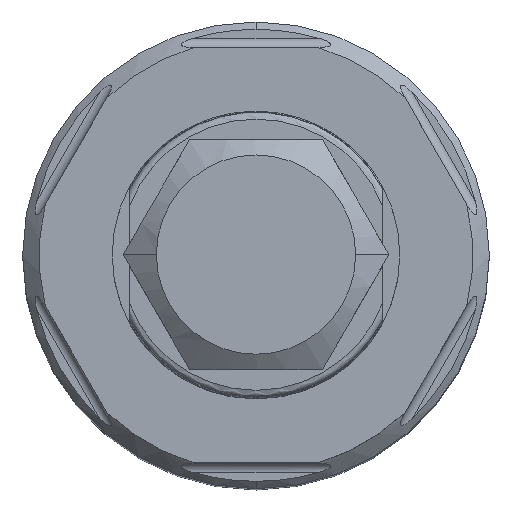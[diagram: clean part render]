
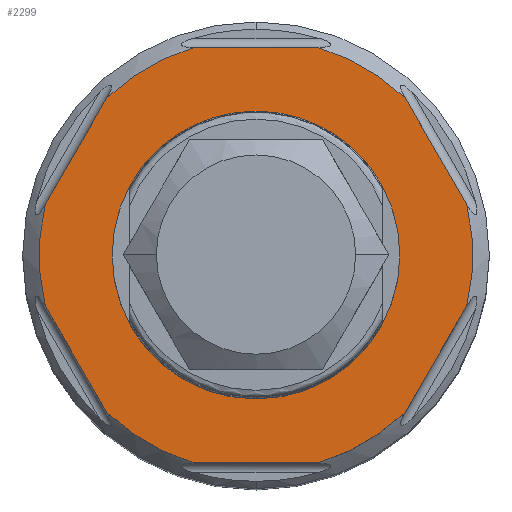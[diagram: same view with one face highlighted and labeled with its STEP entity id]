
A CAD part, top view. The second image highlights one B-rep face of the part: STEP entity #2299.
In plain terms, the highlighted planar face has unit normal (0, 0, 1).
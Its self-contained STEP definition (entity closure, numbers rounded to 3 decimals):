
#430=CARTESIAN_POINT('',(0.,0.,55.321));
#431=DIRECTION('',(0.,0.,1.));
#432=DIRECTION('',(-0.285,0.959,0.));
#433=AXIS2_PLACEMENT_3D('',#430,#431,#432);
#435=DIRECTION('',(1.,0.,0.));
#436=VECTOR('',#435,6.815);
#437=CARTESIAN_POINT('',(-3.407,11.468,55.321));
#438=LINE('',#437,#436);
#439=CARTESIAN_POINT('',(0.,0.,55.321));
#440=DIRECTION('',(0.,0.,1.));
#441=DIRECTION('',(0.688,0.726,0.));
#442=AXIS2_PLACEMENT_3D('',#439,#440,#441);
#444=DIRECTION('',(-0.5,0.866,0.));
#445=VECTOR('',#444,6.815);
#446=CARTESIAN_POINT('',(11.635,2.783,55.321));
#447=LINE('',#446,#445);
#448=CARTESIAN_POINT('',(0.,0.,55.321));
#449=DIRECTION('',(0.,0.,1.));
#450=DIRECTION('',(0.973,-0.233,0.));
#451=AXIS2_PLACEMENT_3D('',#448,#449,#450);
#453=DIRECTION('',(-0.5,-0.866,0.));
#454=VECTOR('',#453,6.815);
#455=CARTESIAN_POINT('',(11.635,-2.783,55.321));
#456=LINE('',#455,#454);
#457=CARTESIAN_POINT('',(0.,0.,55.321));
#458=DIRECTION('',(0.,0.,1.));
#459=DIRECTION('',(0.285,-0.959,0.));
#460=AXIS2_PLACEMENT_3D('',#457,#458,#459);
#462=DIRECTION('',(1.,0.,0.));
#463=VECTOR('',#462,6.815);
#464=CARTESIAN_POINT('',(-3.407,-11.468,55.321));
#465=LINE('',#464,#463);
#466=CARTESIAN_POINT('',(0.,0.,55.321));
#467=DIRECTION('',(0.,0.,1.));
#468=DIRECTION('',(-0.688,-0.726,0.));
#469=AXIS2_PLACEMENT_3D('',#466,#467,#468);
#471=DIRECTION('',(0.5,-0.866,0.));
#472=VECTOR('',#471,6.815);
#473=CARTESIAN_POINT('',(-11.635,-2.783,55.321));
#474=LINE('',#473,#472);
#475=CARTESIAN_POINT('',(0.,0.,55.321));
#476=DIRECTION('',(0.,0.,1.));
#477=DIRECTION('',(-0.973,0.233,0.));
#478=AXIS2_PLACEMENT_3D('',#475,#476,#477);
#480=DIRECTION('',(0.5,0.866,0.));
#481=VECTOR('',#480,6.815);
#482=CARTESIAN_POINT('',(-11.635,2.783,55.321));
#483=LINE('',#482,#481);
#484=CARTESIAN_POINT('',(0.,0.,55.321));
#485=DIRECTION('',(0.,0.,-1.));
#486=DIRECTION('',(0.,1.,0.));
#487=AXIS2_PLACEMENT_3D('',#484,#485,#486);
#489=CARTESIAN_POINT('',(0.,0.,55.321));
#490=DIRECTION('',(0.,0.,-1.));
#491=DIRECTION('',(0.,-1.,0.));
#492=AXIS2_PLACEMENT_3D('',#489,#490,#491);
#1688=CARTESIAN_POINT('',(-3.407,11.468,55.321));
#1689=CARTESIAN_POINT('',(-8.228,8.685,55.321));
#1690=VERTEX_POINT('',#1688);
#1691=VERTEX_POINT('',#1689);
#1692=CARTESIAN_POINT('',(3.407,-11.468,55.321));
#1693=CARTESIAN_POINT('',(8.228,-8.685,55.321));
#1694=VERTEX_POINT('',#1692);
#1695=VERTEX_POINT('',#1693);
#1724=CARTESIAN_POINT('',(-11.635,2.783,55.321));
#1725=CARTESIAN_POINT('',(-11.635,-2.783,55.321));
#1726=VERTEX_POINT('',#1724);
#1727=VERTEX_POINT('',#1725);
#1728=CARTESIAN_POINT('',(-8.228,-8.685,55.321));
#1729=CARTESIAN_POINT('',(-3.407,-11.468,55.321));
#1730=VERTEX_POINT('',#1728);
#1731=VERTEX_POINT('',#1729);
#1732=CARTESIAN_POINT('',(11.635,-2.783,55.321));
#1733=CARTESIAN_POINT('',(11.635,2.783,55.321));
#1734=VERTEX_POINT('',#1732);
#1735=VERTEX_POINT('',#1733);
#1736=CARTESIAN_POINT('',(8.228,8.685,55.321));
#1737=CARTESIAN_POINT('',(3.407,11.468,55.321));
#1738=VERTEX_POINT('',#1736);
#1739=VERTEX_POINT('',#1737);
#1836=CARTESIAN_POINT('',(0.,7.938,55.321));
#1837=CARTESIAN_POINT('',(0.,-7.938,55.321));
#1838=VERTEX_POINT('',#1836);
#1839=VERTEX_POINT('',#1837);
#2264=CARTESIAN_POINT('',(0.,0.,55.321));
#2265=DIRECTION('',(0.,0.,1.));
#2266=DIRECTION('',(1.,0.,0.));
#2267=AXIS2_PLACEMENT_3D('',#2264,#2265,#2266);
#2268=PLANE('',#2267);
#2270=ORIENTED_EDGE('',*,*,#2269,.F.);
#2272=ORIENTED_EDGE('',*,*,#2271,.T.);
#2274=ORIENTED_EDGE('',*,*,#2273,.F.);
#2276=ORIENTED_EDGE('',*,*,#2275,.F.);
#2278=ORIENTED_EDGE('',*,*,#2277,.F.);
#2280=ORIENTED_EDGE('',*,*,#2279,.T.);
#2282=ORIENTED_EDGE('',*,*,#2281,.F.);
#2284=ORIENTED_EDGE('',*,*,#2283,.F.);
#2286=ORIENTED_EDGE('',*,*,#2285,.F.);
#2288=ORIENTED_EDGE('',*,*,#2287,.F.);
#2290=ORIENTED_EDGE('',*,*,#2289,.F.);
#2292=ORIENTED_EDGE('',*,*,#2291,.T.);
#2293=EDGE_LOOP('',(#2270,#2272,#2274,#2276,#2278,#2280,#2282,#2284,#2286,#2288,
#2290,#2292));
#2294=FACE_OUTER_BOUND('',#2293,.F.);
#2295=ORIENTED_EDGE('',*,*,#2178,.F.);
#2296=ORIENTED_EDGE('',*,*,#2238,.F.);
#2297=EDGE_LOOP('',(#2295,#2296));
#2298=FACE_BOUND('',#2297,.F.);
#2299=ADVANCED_FACE('',(#2294,#2298),#2268,.T.);
#434=CIRCLE('',#433,11.964);
#443=CIRCLE('',#442,11.964);
#452=CIRCLE('',#451,11.964);
#461=CIRCLE('',#460,11.964);
#470=CIRCLE('',#469,11.964);
#479=CIRCLE('',#478,11.964);
#488=CIRCLE('',#487,7.938);
#493=CIRCLE('',#492,7.938);
#2178=EDGE_CURVE('',#1838,#1839,#488,.T.);
#2238=EDGE_CURVE('',#1839,#1838,#493,.T.);
#2269=EDGE_CURVE('',#1690,#1691,#434,.T.);
#2271=EDGE_CURVE('',#1690,#1739,#438,.T.);
#2273=EDGE_CURVE('',#1738,#1739,#443,.T.);
#2275=EDGE_CURVE('',#1735,#1738,#447,.T.);
#2277=EDGE_CURVE('',#1734,#1735,#452,.T.);
#2279=EDGE_CURVE('',#1734,#1695,#456,.T.);
#2281=EDGE_CURVE('',#1694,#1695,#461,.T.);
#2283=EDGE_CURVE('',#1731,#1694,#465,.T.);
#2285=EDGE_CURVE('',#1730,#1731,#470,.T.);
#2287=EDGE_CURVE('',#1727,#1730,#474,.T.);
#2289=EDGE_CURVE('',#1726,#1727,#479,.T.);
#2291=EDGE_CURVE('',#1726,#1691,#483,.T.);
